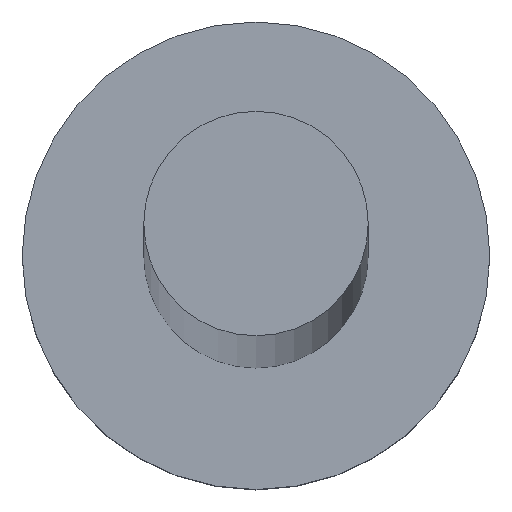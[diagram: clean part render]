
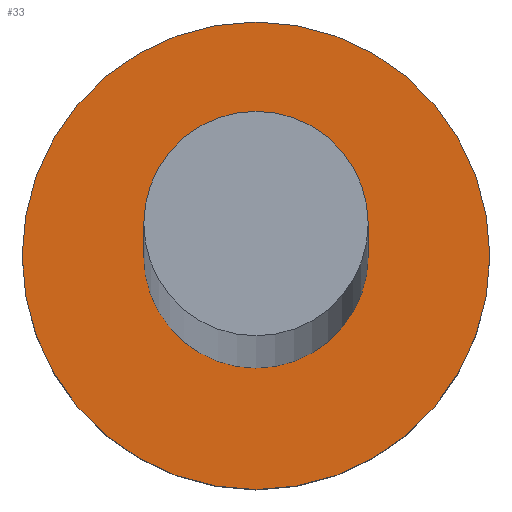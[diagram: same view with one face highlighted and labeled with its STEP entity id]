
A CAD part, top view. The second image highlights one B-rep face of the part: STEP entity #33.
In plain terms, the highlighted planar face has unit normal (0, 0, 1).
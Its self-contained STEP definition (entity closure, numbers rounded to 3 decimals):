
#3 = AXIS2_PLACEMENT_3D ( 'NONE', #176, #193, #38 ) ;
#5 = CARTESIAN_POINT ( 'NONE',  ( 0., 0., 1.2 ) ) ;
#6 = ORIENTED_EDGE ( 'NONE', *, *, #244, .T. ) ;
#9 = ORIENTED_EDGE ( 'NONE', *, *, #90, .T. ) ;
#20 = AXIS2_PLACEMENT_3D ( 'NONE', #5, #77, #150 ) ;
#22 = VERTEX_POINT ( 'NONE', #143 ) ;
#31 = PLANE ( 'NONE',  #139 ) ;
#33 = ADVANCED_FACE ( 'NONE', ( #144, #164 ), #31, .T. ) ;
#34 = DIRECTION ( 'NONE',  ( 0., 0., 1. ) ) ;
#38 = DIRECTION ( 'NONE',  ( 1., 0., 0. ) ) ;
#42 = VERTEX_POINT ( 'NONE', #190 ) ;
#46 = EDGE_LOOP ( 'NONE', ( #118, #218 ) ) ;
#48 = CARTESIAN_POINT ( 'NONE',  ( 0., 0., 1.2 ) ) ;
#64 = CARTESIAN_POINT ( 'NONE',  ( 0., 0., 1.2 ) ) ;
#69 = CARTESIAN_POINT ( 'NONE',  ( 0., 0., 1.2 ) ) ;
#73 = AXIS2_PLACEMENT_3D ( 'NONE', #48, #145, #222 ) ;
#77 = DIRECTION ( 'NONE',  ( 0., 0., 1. ) ) ;
#90 = EDGE_CURVE ( 'NONE', #22, #104, #110, .T. ) ;
#102 = DIRECTION ( 'NONE',  ( 1., 0., 0. ) ) ;
#104 = VERTEX_POINT ( 'NONE', #227 ) ;
#107 = CIRCLE ( 'NONE', #3, 0.6 ) ;
#110 = CIRCLE ( 'NONE', #73, 1.25 ) ;
#118 = ORIENTED_EDGE ( 'NONE', *, *, #133, .F. ) ;
#133 = EDGE_CURVE ( 'NONE', #198, #42, #158, .T. ) ;
#139 = AXIS2_PLACEMENT_3D ( 'NONE', #69, #34, #242 ) ;
#143 = CARTESIAN_POINT ( 'NONE',  ( 1.25, 0., 1.2 ) ) ;
#144 = FACE_BOUND ( 'NONE', #46, .T. ) ;
#145 = DIRECTION ( 'NONE',  ( 0., 0., 1. ) ) ;
#146 = AXIS2_PLACEMENT_3D ( 'NONE', #64, #202, #102 ) ;
#150 = DIRECTION ( 'NONE',  ( 1., 0., 0. ) ) ;
#158 = CIRCLE ( 'NONE', #146, 0.6 ) ;
#164 = FACE_OUTER_BOUND ( 'NONE', #201, .T. ) ;
#176 = CARTESIAN_POINT ( 'NONE',  ( 0., 0., 1.2 ) ) ;
#190 = CARTESIAN_POINT ( 'NONE',  ( 0.6, 0., 1.2 ) ) ;
#193 = DIRECTION ( 'NONE',  ( 0., 0., 1. ) ) ;
#198 = VERTEX_POINT ( 'NONE', #235 ) ;
#201 = EDGE_LOOP ( 'NONE', ( #6, #9 ) ) ;
#202 = DIRECTION ( 'NONE',  ( 0., 0., 1. ) ) ;
#207 = CIRCLE ( 'NONE', #20, 1.25 ) ;
#214 = EDGE_CURVE ( 'NONE', #42, #198, #107, .T. ) ;
#218 = ORIENTED_EDGE ( 'NONE', *, *, #214, .F. ) ;
#222 = DIRECTION ( 'NONE',  ( 1., 0., 0. ) ) ;
#227 = CARTESIAN_POINT ( 'NONE',  ( -1.25, 0., 1.2 ) ) ;
#235 = CARTESIAN_POINT ( 'NONE',  ( -0.6, 0., 1.2 ) ) ;
#242 = DIRECTION ( 'NONE',  ( 1., 0., 0. ) ) ;
#244 = EDGE_CURVE ( 'NONE', #104, #22, #207, .T. ) ;
